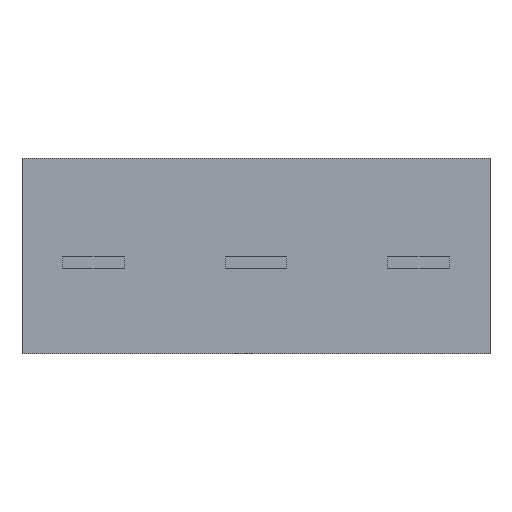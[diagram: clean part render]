
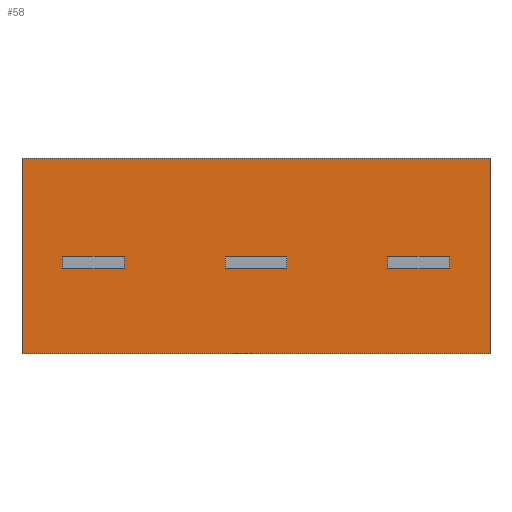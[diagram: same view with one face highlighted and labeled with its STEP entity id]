
A CAD part, front view. The second image highlights one B-rep face of the part: STEP entity #58.
In plain terms, the highlighted planar face has unit normal (0, -1, 0).
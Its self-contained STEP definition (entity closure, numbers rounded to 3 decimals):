
#58=ADVANCED_FACE('',(#256,#258,#260,#262),#264,.F.);
#256=FACE_BOUND('',#257,.T.);
#257=EDGE_LOOP('',(#416,#417,#418,#419));
#258=FACE_BOUND('',#259,.T.);
#259=EDGE_LOOP('',(#420,#421,#422,#423));
#260=FACE_BOUND('',#261,.T.);
#261=EDGE_LOOP('',(#424,#425,#426,#427));
#262=FACE_BOUND('',#263,.T.);
#263=EDGE_LOOP('',(#428,#429,#430,#431));
#264=PLANE('',#265);
#265=AXIS2_PLACEMENT_3D('',#266,#267,#268);
#266=CARTESIAN_POINT('',(0.,0.,0.));
#267=DIRECTION('',(-0.,1.,0.));
#268=DIRECTION('',(1.,0.,0.));
#416=ORIENTED_EDGE('',*,*,#518,.F.);
#417=ORIENTED_EDGE('',*,*,#519,.F.);
#418=ORIENTED_EDGE('',*,*,#520,.F.);
#419=ORIENTED_EDGE('',*,*,#521,.F.);
#420=ORIENTED_EDGE('',*,*,#522,.F.);
#421=ORIENTED_EDGE('',*,*,#523,.F.);
#422=ORIENTED_EDGE('',*,*,#524,.F.);
#423=ORIENTED_EDGE('',*,*,#525,.F.);
#424=ORIENTED_EDGE('',*,*,#526,.F.);
#425=ORIENTED_EDGE('',*,*,#527,.F.);
#426=ORIENTED_EDGE('',*,*,#528,.F.);
#427=ORIENTED_EDGE('',*,*,#529,.F.);
#428=ORIENTED_EDGE('',*,*,#530,.F.);
#429=ORIENTED_EDGE('',*,*,#531,.F.);
#430=ORIENTED_EDGE('',*,*,#532,.F.);
#431=ORIENTED_EDGE('',*,*,#533,.F.);
#518=EDGE_CURVE('',#569,#570,#571,.T.);
#519=EDGE_CURVE('',#572,#569,#573,.T.);
#520=EDGE_CURVE('',#574,#572,#575,.T.);
#521=EDGE_CURVE('',#570,#574,#576,.T.);
#522=EDGE_CURVE('',#577,#578,#579,.F.);
#523=EDGE_CURVE('',#580,#577,#581,.F.);
#524=EDGE_CURVE('',#582,#580,#583,.F.);
#525=EDGE_CURVE('',#578,#582,#584,.F.);
#526=EDGE_CURVE('',#585,#586,#587,.F.);
#527=EDGE_CURVE('',#588,#585,#589,.F.);
#528=EDGE_CURVE('',#590,#588,#591,.F.);
#529=EDGE_CURVE('',#586,#590,#592,.F.);
#530=EDGE_CURVE('',#593,#594,#595,.F.);
#531=EDGE_CURVE('',#596,#593,#597,.F.);
#532=EDGE_CURVE('',#598,#596,#599,.F.);
#533=EDGE_CURVE('',#594,#598,#600,.F.);
#569=VERTEX_POINT('',#654);
#570=VERTEX_POINT('',#655);
#571=LINE('',#656,#657);
#572=VERTEX_POINT('',#659);
#573=LINE('',#660,#661);
#574=VERTEX_POINT('',#663);
#575=LINE('',#664,#665);
#576=LINE('',#667,#668);
#577=VERTEX_POINT('',#670);
#578=VERTEX_POINT('',#671);
#579=LINE('',#672,#673);
#580=VERTEX_POINT('',#675);
#581=LINE('',#676,#677);
#582=VERTEX_POINT('',#679);
#583=LINE('',#680,#681);
#584=LINE('',#683,#684);
#585=VERTEX_POINT('',#686);
#586=VERTEX_POINT('',#687);
#587=LINE('',#688,#689);
#588=VERTEX_POINT('',#691);
#589=LINE('',#692,#693);
#590=VERTEX_POINT('',#695);
#591=LINE('',#696,#697);
#592=LINE('',#699,#700);
#593=VERTEX_POINT('',#702);
#594=VERTEX_POINT('',#703);
#595=LINE('',#704,#705);
#596=VERTEX_POINT('',#707);
#597=LINE('',#708,#709);
#598=VERTEX_POINT('',#711);
#599=LINE('',#712,#713);
#600=LINE('',#715,#716);
#654=CARTESIAN_POINT('',(-3.6,0.,1.5));
#655=CARTESIAN_POINT('',(3.6,0.,1.5));
#656=CARTESIAN_POINT('',(-3.6,0.,1.5));
#657=VECTOR('',#658,1.);
#658=DIRECTION('',(1.,0.,0.));
#659=CARTESIAN_POINT('',(-3.6,0.,-1.5));
#660=CARTESIAN_POINT('',(-3.6,0.,-1.5));
#661=VECTOR('',#662,1.);
#662=DIRECTION('',(0.,0.,1.));
#663=CARTESIAN_POINT('',(3.6,0.,-1.5));
#664=CARTESIAN_POINT('',(3.6,0.,-1.5));
#665=VECTOR('',#666,1.);
#666=DIRECTION('',(-1.,0.,0.));
#667=CARTESIAN_POINT('',(3.6,0.,1.5));
#668=VECTOR('',#669,1.);
#669=DIRECTION('',(0.,0.,-1.));
#670=CARTESIAN_POINT('',(-2.025,0.,-0.2));
#671=CARTESIAN_POINT('',(-2.025,0.,0.));
#672=CARTESIAN_POINT('',(-2.025,0.,0.));
#673=VECTOR('',#674,1.);
#674=DIRECTION('',(0.,0.,-1.));
#675=CARTESIAN_POINT('',(-2.975,0.,-0.2));
#676=CARTESIAN_POINT('',(-2.025,0.,-0.2));
#677=VECTOR('',#678,1.);
#678=DIRECTION('',(-1.,0.,0.));
#679=CARTESIAN_POINT('',(-2.975,0.,0.));
#680=CARTESIAN_POINT('',(-2.975,0.,-0.2));
#681=VECTOR('',#682,1.);
#682=DIRECTION('',(0.,0.,1.));
#683=CARTESIAN_POINT('',(-2.975,0.,0.));
#684=VECTOR('',#685,1.);
#685=DIRECTION('',(1.,0.,0.));
#686=CARTESIAN_POINT('',(2.975,0.,-0.2));
#687=CARTESIAN_POINT('',(2.975,0.,0.));
#688=CARTESIAN_POINT('',(2.975,0.,0.));
#689=VECTOR('',#690,1.);
#690=DIRECTION('',(0.,0.,-1.));
#691=CARTESIAN_POINT('',(2.025,0.,-0.2));
#692=CARTESIAN_POINT('',(2.975,0.,-0.2));
#693=VECTOR('',#694,1.);
#694=DIRECTION('',(-1.,0.,0.));
#695=CARTESIAN_POINT('',(2.025,0.,0.));
#696=CARTESIAN_POINT('',(2.025,0.,-0.2));
#697=VECTOR('',#698,1.);
#698=DIRECTION('',(0.,0.,1.));
#699=CARTESIAN_POINT('',(2.025,0.,0.));
#700=VECTOR('',#701,1.);
#701=DIRECTION('',(1.,0.,0.));
#702=CARTESIAN_POINT('',(0.475,0.,-0.2));
#703=CARTESIAN_POINT('',(0.475,0.,0.));
#704=CARTESIAN_POINT('',(0.475,0.,0.));
#705=VECTOR('',#706,1.);
#706=DIRECTION('',(0.,0.,-1.));
#707=CARTESIAN_POINT('',(-0.475,0.,-0.2));
#708=CARTESIAN_POINT('',(0.475,0.,-0.2));
#709=VECTOR('',#710,1.);
#710=DIRECTION('',(-1.,0.,0.));
#711=CARTESIAN_POINT('',(-0.475,0.,0.));
#712=CARTESIAN_POINT('',(-0.475,0.,-0.2));
#713=VECTOR('',#714,1.);
#714=DIRECTION('',(0.,0.,1.));
#715=CARTESIAN_POINT('',(-0.475,0.,0.));
#716=VECTOR('',#717,1.);
#717=DIRECTION('',(1.,0.,0.));
